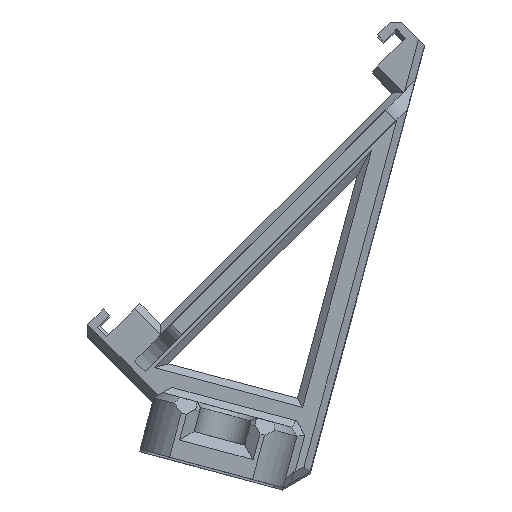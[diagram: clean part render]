
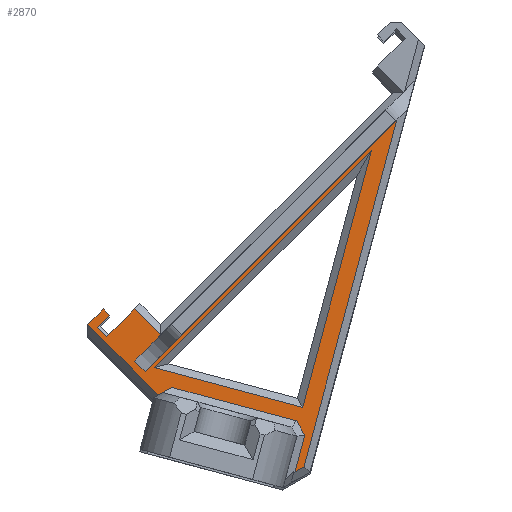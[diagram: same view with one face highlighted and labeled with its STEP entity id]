
A CAD part, left-side view. The second image highlights one B-rep face of the part: STEP entity #2870.
In plain terms, the highlighted planar face has unit normal (-1, 0, 0).
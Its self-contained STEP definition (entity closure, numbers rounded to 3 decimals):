
#45=FACE_BOUND('',#254,.T.);
#88=FACE_OUTER_BOUND('',#253,.T.);
#253=EDGE_LOOP('',(#1906,#1907,#1908,#1909,#1910,#1911,#1912,#1913,#1914,
#1915,#1916,#1917,#1918,#1919,#1920,#1921));
#254=EDGE_LOOP('',(#1922,#1923,#1924));
#422=LINE('',#4049,#806);
#441=LINE('',#4094,#825);
#442=LINE('',#4096,#826);
#443=LINE('',#4098,#827);
#444=LINE('',#4100,#828);
#445=LINE('',#4102,#829);
#446=LINE('',#4104,#830);
#447=LINE('',#4106,#831);
#448=LINE('',#4108,#832);
#449=LINE('',#4110,#833);
#450=LINE('',#4112,#834);
#451=LINE('',#4114,#835);
#452=LINE('',#4116,#836);
#453=LINE('',#4118,#837);
#454=LINE('',#4120,#838);
#455=LINE('',#4121,#839);
#456=LINE('',#4124,#840);
#457=LINE('',#4126,#841);
#458=LINE('',#4127,#842);
#806=VECTOR('',#3254,10.);
#825=VECTOR('',#3291,10.);
#826=VECTOR('',#3292,10.);
#827=VECTOR('',#3293,10.);
#828=VECTOR('',#3294,10.);
#829=VECTOR('',#3295,10.);
#830=VECTOR('',#3296,10.);
#831=VECTOR('',#3297,10.);
#832=VECTOR('',#3298,10.);
#833=VECTOR('',#3299,10.);
#834=VECTOR('',#3300,10.);
#835=VECTOR('',#3301,10.);
#836=VECTOR('',#3302,10.);
#837=VECTOR('',#3303,10.);
#838=VECTOR('',#3304,10.);
#839=VECTOR('',#3305,10.);
#840=VECTOR('',#3306,10.);
#841=VECTOR('',#3307,10.);
#842=VECTOR('',#3308,10.);
#1186=VERTEX_POINT('',#4040);
#1190=VERTEX_POINT('',#4047);
#1207=VERTEX_POINT('',#4093);
#1208=VERTEX_POINT('',#4095);
#1209=VERTEX_POINT('',#4097);
#1210=VERTEX_POINT('',#4099);
#1211=VERTEX_POINT('',#4101);
#1212=VERTEX_POINT('',#4103);
#1213=VERTEX_POINT('',#4105);
#1214=VERTEX_POINT('',#4107);
#1215=VERTEX_POINT('',#4109);
#1216=VERTEX_POINT('',#4111);
#1217=VERTEX_POINT('',#4113);
#1218=VERTEX_POINT('',#4115);
#1219=VERTEX_POINT('',#4117);
#1220=VERTEX_POINT('',#4119);
#1221=VERTEX_POINT('',#4122);
#1222=VERTEX_POINT('',#4123);
#1223=VERTEX_POINT('',#4125);
#1453=EDGE_CURVE('',#1190,#1186,#422,.T.);
#1475=EDGE_CURVE('',#1190,#1207,#441,.T.);
#1476=EDGE_CURVE('',#1208,#1207,#442,.T.);
#1477=EDGE_CURVE('',#1209,#1208,#443,.T.);
#1478=EDGE_CURVE('',#1210,#1209,#444,.T.);
#1479=EDGE_CURVE('',#1211,#1210,#445,.T.);
#1480=EDGE_CURVE('',#1212,#1211,#446,.T.);
#1481=EDGE_CURVE('',#1212,#1213,#447,.T.);
#1482=EDGE_CURVE('',#1213,#1214,#448,.T.);
#1483=EDGE_CURVE('',#1214,#1215,#449,.T.);
#1484=EDGE_CURVE('',#1216,#1215,#450,.T.);
#1485=EDGE_CURVE('',#1216,#1217,#451,.T.);
#1486=EDGE_CURVE('',#1218,#1217,#452,.T.);
#1487=EDGE_CURVE('',#1218,#1219,#453,.T.);
#1488=EDGE_CURVE('',#1219,#1220,#454,.T.);
#1489=EDGE_CURVE('',#1220,#1186,#455,.T.);
#1490=EDGE_CURVE('',#1221,#1222,#456,.T.);
#1491=EDGE_CURVE('',#1223,#1221,#457,.T.);
#1492=EDGE_CURVE('',#1222,#1223,#458,.T.);
#1906=ORIENTED_EDGE('',*,*,#1453,.F.);
#1907=ORIENTED_EDGE('',*,*,#1475,.T.);
#1908=ORIENTED_EDGE('',*,*,#1476,.F.);
#1909=ORIENTED_EDGE('',*,*,#1477,.F.);
#1910=ORIENTED_EDGE('',*,*,#1478,.F.);
#1911=ORIENTED_EDGE('',*,*,#1479,.F.);
#1912=ORIENTED_EDGE('',*,*,#1480,.F.);
#1913=ORIENTED_EDGE('',*,*,#1481,.T.);
#1914=ORIENTED_EDGE('',*,*,#1482,.T.);
#1915=ORIENTED_EDGE('',*,*,#1483,.T.);
#1916=ORIENTED_EDGE('',*,*,#1484,.F.);
#1917=ORIENTED_EDGE('',*,*,#1485,.T.);
#1918=ORIENTED_EDGE('',*,*,#1486,.F.);
#1919=ORIENTED_EDGE('',*,*,#1487,.T.);
#1920=ORIENTED_EDGE('',*,*,#1488,.T.);
#1921=ORIENTED_EDGE('',*,*,#1489,.T.);
#1922=ORIENTED_EDGE('',*,*,#1490,.F.);
#1923=ORIENTED_EDGE('',*,*,#1491,.F.);
#1924=ORIENTED_EDGE('',*,*,#1492,.F.);
#2724=PLANE('',#3052);
#2870=ADVANCED_FACE('',(#88,#45),#2724,.T.);
#3052=AXIS2_PLACEMENT_3D('',#4092,#3289,#3290);
#3254=DIRECTION('',(0.,0.707,0.707));
#3289=DIRECTION('center_axis',(-1.,0.,0.));
#3290=DIRECTION('ref_axis',(0.,0.,1.));
#3291=DIRECTION('',(0.,-0.866,0.5));
#3292=DIRECTION('',(0.,0.966,0.259));
#3293=DIRECTION('',(0.,0.5,0.866));
#3294=DIRECTION('',(0.,-0.259,0.966));
#3295=DIRECTION('',(0.,0.866,-0.5));
#3296=DIRECTION('',(0.,0.259,-0.966));
#3297=DIRECTION('',(0.,0.707,-0.707));
#3298=DIRECTION('',(0.,0.707,0.707));
#3299=DIRECTION('',(0.,-0.707,0.707));
#3300=DIRECTION('',(0.,-0.707,-0.707));
#3301=DIRECTION('',(0.,0.707,-0.707));
#3302=DIRECTION('',(0.,-0.707,-0.707));
#3303=DIRECTION('',(0.,-0.707,0.707));
#3304=DIRECTION('',(0.,0.707,0.707));
#3305=DIRECTION('',(0.,0.707,-0.707));
#3306=DIRECTION('',(0.,-0.966,-0.259));
#3307=DIRECTION('',(0.,0.707,-0.707));
#3308=DIRECTION('',(0.,-0.259,0.966));
#4040=CARTESIAN_POINT('',(-64.344,-96.934,14.276));
#4047=CARTESIAN_POINT('',(-64.344,-106.508,4.702));
#4049=CARTESIAN_POINT('',(-64.344,-112.576,-1.366));
#4092=CARTESIAN_POINT('Origin',(-64.344,-120.694,22.616));
#4093=CARTESIAN_POINT('',(-64.344,-108.34,5.76));
#4094=CARTESIAN_POINT('',(-64.344,-115.704,10.011));
#4095=CARTESIAN_POINT('',(-64.344,-125.203,1.241));
#4096=CARTESIAN_POINT('',(-64.344,-120.711,2.445));
#4097=CARTESIAN_POINT('',(-64.344,-126.325,-0.701));
#4098=CARTESIAN_POINT('',(-64.344,-120.292,9.748));
#4099=CARTESIAN_POINT('',(-64.344,-124.977,-5.728));
#4100=CARTESIAN_POINT('',(-64.344,-131.777,19.647));
#4101=CARTESIAN_POINT('',(-64.344,-126.202,-5.021));
#4102=CARTESIAN_POINT('',(-64.344,-129.381,-3.186));
#4103=CARTESIAN_POINT('',(-64.344,-138.802,42.001));
#4104=CARTESIAN_POINT('',(-64.344,-132.743,19.388));
#4105=CARTESIAN_POINT('',(-64.344,-104.713,7.912));
#4106=CARTESIAN_POINT('',(-64.344,-112.384,15.583));
#4107=CARTESIAN_POINT('',(-64.344,-103.298,9.326));
#4108=CARTESIAN_POINT('',(-64.344,-104.325,8.299));
#4109=CARTESIAN_POINT('',(-64.344,-106.834,12.861));
#4110=CARTESIAN_POINT('',(-64.344,-130.415,36.443));
#4111=CARTESIAN_POINT('',(-64.344,-103.298,16.397));
#4112=CARTESIAN_POINT('',(-64.344,-106.092,13.603));
#4113=CARTESIAN_POINT('',(-64.344,-99.515,12.614));
#4114=CARTESIAN_POINT('',(-64.344,-104.005,17.104));
#4115=CARTESIAN_POINT('',(-64.344,-98.278,13.851));
#4116=CARTESIAN_POINT('',(-64.344,-101.691,10.438));
#4117=CARTESIAN_POINT('',(-64.344,-99.94,15.513));
#4118=CARTESIAN_POINT('',(-64.344,-98.525,14.099));
#4119=CARTESIAN_POINT('',(-64.344,-99.056,16.397));
#4120=CARTESIAN_POINT('',(-64.344,-99.94,15.513));
#4121=CARTESIAN_POINT('',(-64.344,-99.056,16.397));
#4122=CARTESIAN_POINT('',(-64.344,-105.964,8.446));
#4123=CARTESIAN_POINT('',(-64.344,-126.043,3.065));
#4124=CARTESIAN_POINT('',(-64.344,-111.901,6.855));
#4125=CARTESIAN_POINT('',(-64.344,-135.363,37.845));
#4126=CARTESIAN_POINT('',(-64.344,-126.569,29.051));
#4127=CARTESIAN_POINT('',(-64.344,-128.438,12.));
